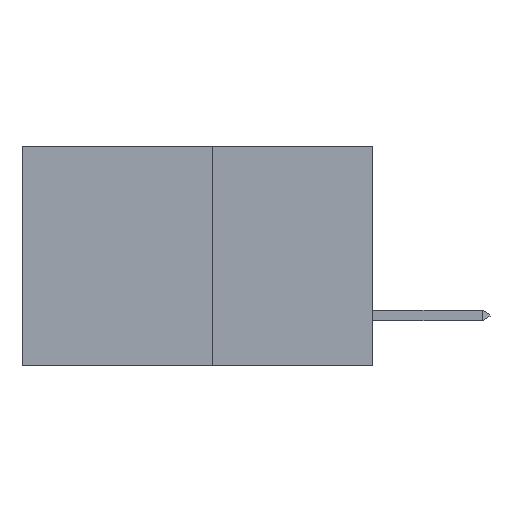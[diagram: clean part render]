
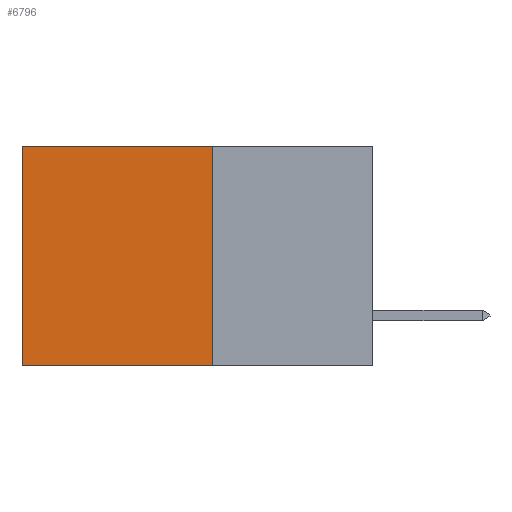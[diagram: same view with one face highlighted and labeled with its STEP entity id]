
A CAD part, left-side view. The second image highlights one B-rep face of the part: STEP entity #6796.
In plain terms, the highlighted planar face has unit normal (-1, 0, 0).
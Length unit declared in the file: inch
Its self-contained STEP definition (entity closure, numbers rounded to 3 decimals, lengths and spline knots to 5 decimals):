
#2 = VECTOR ( 'NONE', #8022, 39.37008 ) ;
#636 = FACE_OUTER_BOUND ( 'NONE', #10058, .T. ) ;
#1007 = EDGE_CURVE ( 'NONE', #2514, #9357, #4096, .T. ) ;
#1430 = CARTESIAN_POINT ( 'NONE',  ( 0.277, 0.59, -0.37 ) ) ;
#1627 = CARTESIAN_POINT ( 'NONE',  ( 0.277, 0.27, -0.37 ) ) ;
#1639 = CARTESIAN_POINT ( 'NONE',  ( 0.277, 0.27, 0. ) ) ;
#1660 = CARTESIAN_POINT ( 'NONE',  ( 0.277, 0.27, -0.37 ) ) ;
#1822 = VECTOR ( 'NONE', #6533, 39.37008 ) ;
#1991 = AXIS2_PLACEMENT_3D ( 'NONE', #7511, #10046, #4964 ) ;
#2514 = VERTEX_POINT ( 'NONE', #1639 ) ;
#2739 = EDGE_CURVE ( 'NONE', #2514, #11507, #9933, .T. ) ;
#4096 = LINE ( 'NONE', #5566, #1822 ) ;
#4166 = VERTEX_POINT ( 'NONE', #1430 ) ;
#4596 = LINE ( 'NONE', #1660, #2 ) ;
#4964 = DIRECTION ( 'NONE',  ( 0., 0., -1. ) ) ;
#5566 = CARTESIAN_POINT ( 'NONE',  ( 0.277, 0.27, 0. ) ) ;
#6533 = DIRECTION ( 'NONE',  ( 0., 1., 0. ) ) ;
#6684 = CARTESIAN_POINT ( 'NONE',  ( 0.277, 0.59, 0. ) ) ;
#6796 = ADVANCED_FACE ( 'NONE', ( #636 ), #8401, .F. ) ;
#7061 = CARTESIAN_POINT ( 'NONE',  ( 0.277, 0.59, -0.37 ) ) ;
#7183 = EDGE_CURVE ( 'NONE', #9357, #4166, #9335, .T. ) ;
#7448 = ORIENTED_EDGE ( 'NONE', *, *, #1007, .T. ) ;
#7471 = ORIENTED_EDGE ( 'NONE', *, *, #2739, .F. ) ;
#7482 = ORIENTED_EDGE ( 'NONE', *, *, #8199, .F. ) ;
#7494 = ORIENTED_EDGE ( 'NONE', *, *, #7183, .T. ) ;
#7511 = CARTESIAN_POINT ( 'NONE',  ( 0.277, 0.27, -0.37 ) ) ;
#7714 = VECTOR ( 'NONE', #10601, 39.37008 ) ;
#8022 = DIRECTION ( 'NONE',  ( 0., 1., 0. ) ) ;
#8199 = EDGE_CURVE ( 'NONE', #11507, #4166, #4596, .T. ) ;
#8401 = PLANE ( 'NONE',  #1991 ) ;
#9335 = LINE ( 'NONE', #7061, #9587 ) ;
#9357 = VERTEX_POINT ( 'NONE', #6684 ) ;
#9520 = CARTESIAN_POINT ( 'NONE',  ( 0.277, 0.27, -0.37 ) ) ;
#9587 = VECTOR ( 'NONE', #11212, 39.37008 ) ;
#9933 = LINE ( 'NONE', #9520, #7714 ) ;
#10046 = DIRECTION ( 'NONE',  ( 1., 0., 0. ) ) ;
#10058 = EDGE_LOOP ( 'NONE', ( #7494, #7482, #7471, #7448 ) ) ;
#10601 = DIRECTION ( 'NONE',  ( 0., 0., -1. ) ) ;
#11212 = DIRECTION ( 'NONE',  ( 0., 0., -1. ) ) ;
#11507 = VERTEX_POINT ( 'NONE', #1627 ) ;
